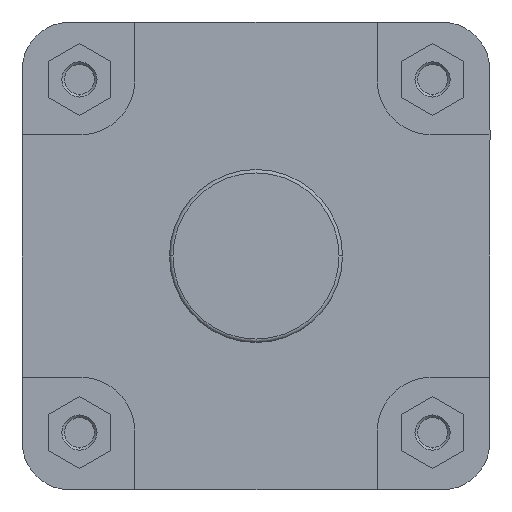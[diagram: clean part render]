
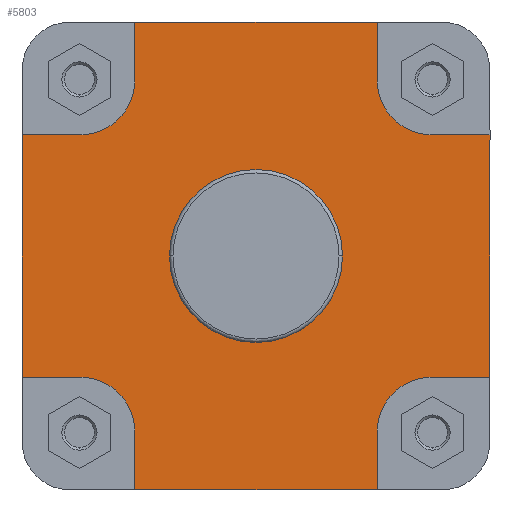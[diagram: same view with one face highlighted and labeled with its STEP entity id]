
A CAD part, left-side view. The second image highlights one B-rep face of the part: STEP entity #5803.
In plain terms, the highlighted planar face has unit normal (-1, 0, 0).
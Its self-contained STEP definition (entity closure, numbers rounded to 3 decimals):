
#87 = EDGE_CURVE ( 'NONE', #5021, #5024, #733, .T. ) ;
#93 = EDGE_CURVE ( 'NONE', #5974, #6017, #742, .T. ) ;
#101 = EDGE_CURVE ( 'NONE', #5015, #5023, #743, .T. ) ;
#103 = EDGE_CURVE ( 'NONE', #5016, #139, #746, .T. ) ;
#104 = EDGE_CURVE ( 'NONE', #5937, #5017, #748, .T. ) ;
#115 = EDGE_CURVE ( 'NONE', #6007, #5015, #771, .T. ) ;
#121 = EDGE_CURVE ( 'NONE', #5017, #5016, #780, .T. ) ;
#135 = VERTEX_POINT ( 'NONE', #1621 ) ;
#139 = VERTEX_POINT ( 'NONE', #1613 ) ;
#733 = CIRCLE ( 'NONE', #5091, 31. ) ;
#742 = CIRCLE ( 'NONE', #5087, 49.9 ) ;
#743 = LINE ( 'NONE', #1532, #747 ) ;
#746 = LINE ( 'NONE', #1557, #751 ) ;
#747 = VECTOR ( 'NONE', #1556, 1000. ) ;
#748 = LINE ( 'NONE', #1559, #753 ) ;
#751 = VECTOR ( 'NONE', #1560, 1000. ) ;
#753 = VECTOR ( 'NONE', #1562, 1000. ) ;
#771 = CIRCLE ( 'NONE', #5098, 31. ) ;
#780 = LINE ( 'NONE', #1597, #781 ) ;
#781 = VECTOR ( 'NONE', #1598, 1000. ) ;
#1116 = FACE_BOUND ( 'NONE', #6930, .T. ) ;
#1119 = FACE_OUTER_BOUND ( 'NONE', #6924, .T. ) ;
#1532 = CARTESIAN_POINT ( 'NONE',  ( 14., -101., 70. ) ) ;
#1535 = CARTESIAN_POINT ( 'NONE',  ( 14., -101., -101. ) ) ;
#1536 = DIRECTION ( 'NONE',  ( -1., 0., 0. ) ) ;
#1537 = DIRECTION ( 'NONE',  ( 0., 0., -1. ) ) ;
#1546 = CARTESIAN_POINT ( 'NONE',  ( 14., 0., 0. ) ) ;
#1547 = DIRECTION ( 'NONE',  ( -1., 0., 0. ) ) ;
#1548 = DIRECTION ( 'NONE',  ( 0., -1., 0. ) ) ;
#1556 = DIRECTION ( 'NONE',  ( 0., -1., 0. ) ) ;
#1557 = CARTESIAN_POINT ( 'NONE',  ( 14., 135., 70. ) ) ;
#1559 = CARTESIAN_POINT ( 'NONE',  ( 14., 101., -70. ) ) ;
#1560 = DIRECTION ( 'NONE',  ( 0., -1., 0. ) ) ;
#1562 = DIRECTION ( 'NONE',  ( 0., 1., 0. ) ) ;
#1584 = CARTESIAN_POINT ( 'NONE',  ( 14., -101., 101. ) ) ;
#1585 = DIRECTION ( 'NONE',  ( -1., 0., 0. ) ) ;
#1586 = DIRECTION ( 'NONE',  ( 0., -1., 0. ) ) ;
#1597 = CARTESIAN_POINT ( 'NONE',  ( 14., 135., 0. ) ) ;
#1598 = DIRECTION ( 'NONE',  ( 0., 0., 1. ) ) ;
#1613 = CARTESIAN_POINT ( 'NONE',  ( 14., 101., 70. ) ) ;
#1621 = CARTESIAN_POINT ( 'NONE',  ( 14., 70., 135. ) ) ;
#1863 = CARTESIAN_POINT ( 'NONE',  ( 14., -101., 70. ) ) ;
#1864 = CARTESIAN_POINT ( 'NONE',  ( 14., 135., 70. ) ) ;
#1865 = CARTESIAN_POINT ( 'NONE',  ( 14., 135., -70. ) ) ;
#1869 = CARTESIAN_POINT ( 'NONE',  ( 14., -101., -70. ) ) ;
#1871 = CARTESIAN_POINT ( 'NONE',  ( 14., -135., 70. ) ) ;
#1872 = CARTESIAN_POINT ( 'NONE',  ( 14., -70., -101. ) ) ;
#1873 = CARTESIAN_POINT ( 'NONE',  ( 14., -135., -70. ) ) ;
#1874 = CARTESIAN_POINT ( 'NONE',  ( 14., -70., -135. ) ) ;
#2402 = CARTESIAN_POINT ( 'NONE',  ( 14., 49.9, 0. ) ) ;
#2403 = PLANE ( 'NONE',  #5250 ) ;
#2404 = DIRECTION ( 'NONE',  ( 1., 0., 0. ) ) ;
#2405 = DIRECTION ( 'NONE',  ( 0., 1., 0. ) ) ;
#2957 = CARTESIAN_POINT ( 'NONE',  ( 14., 101., -70. ) ) ;
#2960 = CARTESIAN_POINT ( 'NONE',  ( 14., 70., -101. ) ) ;
#2972 = CARTESIAN_POINT ( 'NONE',  ( 14., -70., 135. ) ) ;
#2994 = CARTESIAN_POINT ( 'NONE',  ( 14., -49.9, 0. ) ) ;
#3014 = CARTESIAN_POINT ( 'NONE',  ( 14., 70., -135. ) ) ;
#3025 = CARTESIAN_POINT ( 'NONE',  ( 14., 70., 101. ) ) ;
#3027 = CARTESIAN_POINT ( 'NONE',  ( 14., -70., 101. ) ) ;
#3037 = CARTESIAN_POINT ( 'NONE',  ( 14., 49.9, 0. ) ) ;
#3088 = CARTESIAN_POINT ( 'NONE',  ( 14., 70., -135. ) ) ;
#3092 = DIRECTION ( 'NONE',  ( 0., 0., 1. ) ) ;
#3148 = CARTESIAN_POINT ( 'NONE',  ( 14., -297.141, 135. ) ) ;
#3149 = DIRECTION ( 'NONE',  ( 0., -1., 0. ) ) ;
#3338 = CARTESIAN_POINT ( 'NONE',  ( 14., 0., 0. ) ) ;
#3341 = DIRECTION ( 'NONE',  ( -1., 0., 0. ) ) ;
#3342 = DIRECTION ( 'NONE',  ( 0., -1., 0. ) ) ;
#3470 = CARTESIAN_POINT ( 'NONE',  ( 14., -135., -70. ) ) ;
#3479 = DIRECTION ( 'NONE',  ( 0., 1., 0. ) ) ;
#3505 = CARTESIAN_POINT ( 'NONE',  ( 14., 101., -101. ) ) ;
#3507 = DIRECTION ( 'NONE',  ( -1., 0., 0. ) ) ;
#3508 = DIRECTION ( 'NONE',  ( 0., 1., 0. ) ) ;
#3536 = CARTESIAN_POINT ( 'NONE',  ( 14., 70., 101. ) ) ;
#3537 = DIRECTION ( 'NONE',  ( 0., 0., 1. ) ) ;
#3706 = CARTESIAN_POINT ( 'NONE',  ( 14., 101., 101. ) ) ;
#3718 = DIRECTION ( 'NONE',  ( -1., 0., 0. ) ) ;
#3719 = DIRECTION ( 'NONE',  ( 0., 0., 1. ) ) ;
#3742 = CARTESIAN_POINT ( 'NONE',  ( 14., -70., 135. ) ) ;
#3764 = DIRECTION ( 'NONE',  ( 0., 0., -1. ) ) ;
#3766 = CARTESIAN_POINT ( 'NONE',  ( 14., -135., 0. ) ) ;
#3767 = DIRECTION ( 'NONE',  ( 0., 0., 1. ) ) ;
#3956 = LINE ( 'NONE', #3088, #3961 ) ;
#3961 = VECTOR ( 'NONE', #3092, 1000. ) ;
#3995 = LINE ( 'NONE', #3148, #3996 ) ;
#3996 = VECTOR ( 'NONE', #3149, 1000. ) ;
#4130 = CIRCLE ( 'NONE', #5446, 49.9 ) ;
#4212 = VECTOR ( 'NONE', #3479, 1000. ) ;
#4219 = LINE ( 'NONE', #3470, #4212 ) ;
#4239 = CIRCLE ( 'NONE', #5473, 31. ) ;
#4260 = LINE ( 'NONE', #3536, #4261 ) ;
#4261 = VECTOR ( 'NONE', #3537, 1000. ) ;
#4401 = CIRCLE ( 'NONE', #5500, 31. ) ;
#4419 = LINE ( 'NONE', #3742, #4435 ) ;
#4435 = VECTOR ( 'NONE', #3764, 1000. ) ;
#4437 = LINE ( 'NONE', #3766, #4438 ) ;
#4438 = VECTOR ( 'NONE', #3767, 1000. ) ;
#4565 = LINE ( 'NONE', #4766, #4566 ) ;
#4566 = VECTOR ( 'NONE', #4767, 1000. ) ;
#4608 = LINE ( 'NONE', #4839, #4609 ) ;
#4609 = VECTOR ( 'NONE', #4840, 1000. ) ;
#4766 = CARTESIAN_POINT ( 'NONE',  ( 14., -297.141, -135. ) ) ;
#4767 = DIRECTION ( 'NONE',  ( 0., -1., 0. ) ) ;
#4839 = CARTESIAN_POINT ( 'NONE',  ( 14., -70., -101. ) ) ;
#4840 = DIRECTION ( 'NONE',  ( 0., 0., -1. ) ) ;
#5015 = VERTEX_POINT ( 'NONE', #1863 ) ;
#5016 = VERTEX_POINT ( 'NONE', #1864 ) ;
#5017 = VERTEX_POINT ( 'NONE', #1865 ) ;
#5021 = VERTEX_POINT ( 'NONE', #1869 ) ;
#5023 = VERTEX_POINT ( 'NONE', #1871 ) ;
#5024 = VERTEX_POINT ( 'NONE', #1872 ) ;
#5025 = VERTEX_POINT ( 'NONE', #1873 ) ;
#5026 = VERTEX_POINT ( 'NONE', #1874 ) ;
#5087 = AXIS2_PLACEMENT_3D ( 'NONE', #1546, #1547, #1548 ) ;
#5091 = AXIS2_PLACEMENT_3D ( 'NONE', #1535, #1536, #1537 ) ;
#5098 = AXIS2_PLACEMENT_3D ( 'NONE', #1584, #1585, #1586 ) ;
#5250 = AXIS2_PLACEMENT_3D ( 'NONE', #2402, #2404, #2405 ) ;
#5446 = AXIS2_PLACEMENT_3D ( 'NONE', #3338, #3341, #3342 ) ;
#5473 = AXIS2_PLACEMENT_3D ( 'NONE', #3505, #3507, #3508 ) ;
#5500 = AXIS2_PLACEMENT_3D ( 'NONE', #3706, #3718, #3719 ) ;
#5803 = ADVANCED_FACE ( 'NONE', ( #1116, #1119 ), #2403, .F. ) ;
#5937 = VERTEX_POINT ( 'NONE', #2957 ) ;
#5945 = VERTEX_POINT ( 'NONE', #2960 ) ;
#5952 = VERTEX_POINT ( 'NONE', #2972 ) ;
#5974 = VERTEX_POINT ( 'NONE', #2994 ) ;
#5994 = VERTEX_POINT ( 'NONE', #3014 ) ;
#6005 = VERTEX_POINT ( 'NONE', #3025 ) ;
#6007 = VERTEX_POINT ( 'NONE', #3027 ) ;
#6017 = VERTEX_POINT ( 'NONE', #3037 ) ;
#6378 = EDGE_CURVE ( 'NONE', #5994, #5945, #3956, .T. ) ;
#6401 = EDGE_CURVE ( 'NONE', #135, #5952, #3995, .T. ) ;
#6482 = EDGE_CURVE ( 'NONE', #6017, #5974, #4130, .T. ) ;
#6539 = EDGE_CURVE ( 'NONE', #5025, #5021, #4219, .T. ) ;
#6551 = EDGE_CURVE ( 'NONE', #5945, #5937, #4239, .T. ) ;
#6564 = EDGE_CURVE ( 'NONE', #6005, #135, #4260, .T. ) ;
#6644 = EDGE_CURVE ( 'NONE', #139, #6005, #4401, .T. ) ;
#6665 = EDGE_CURVE ( 'NONE', #5952, #6007, #4419, .T. ) ;
#6666 = EDGE_CURVE ( 'NONE', #5025, #5023, #4437, .T. ) ;
#6741 = EDGE_CURVE ( 'NONE', #5994, #5026, #4565, .T. ) ;
#6770 = EDGE_CURVE ( 'NONE', #5024, #5026, #4608, .T. ) ;
#6924 = EDGE_LOOP ( 'NONE', ( #7063, #7064, #7065, #7066, #7067, #7068, #7069, #7070, #7071, #7072, #7073, #7074, #7075, #7076, #7077, #7078 ) ) ;
#6930 = EDGE_LOOP ( 'NONE', ( #7061, #7062 ) ) ;
#7061 = ORIENTED_EDGE ( 'NONE', *, *, #93, .F. ) ;
#7062 = ORIENTED_EDGE ( 'NONE', *, *, #6482, .F. ) ;
#7063 = ORIENTED_EDGE ( 'NONE', *, *, #6551, .F. ) ;
#7064 = ORIENTED_EDGE ( 'NONE', *, *, #6378, .F. ) ;
#7065 = ORIENTED_EDGE ( 'NONE', *, *, #6741, .T. ) ;
#7066 = ORIENTED_EDGE ( 'NONE', *, *, #6770, .F. ) ;
#7067 = ORIENTED_EDGE ( 'NONE', *, *, #87, .F. ) ;
#7068 = ORIENTED_EDGE ( 'NONE', *, *, #6539, .F. ) ;
#7069 = ORIENTED_EDGE ( 'NONE', *, *, #6666, .T. ) ;
#7070 = ORIENTED_EDGE ( 'NONE', *, *, #101, .F. ) ;
#7071 = ORIENTED_EDGE ( 'NONE', *, *, #115, .F. ) ;
#7072 = ORIENTED_EDGE ( 'NONE', *, *, #6665, .F. ) ;
#7073 = ORIENTED_EDGE ( 'NONE', *, *, #6401, .F. ) ;
#7074 = ORIENTED_EDGE ( 'NONE', *, *, #6564, .F. ) ;
#7075 = ORIENTED_EDGE ( 'NONE', *, *, #6644, .F. ) ;
#7076 = ORIENTED_EDGE ( 'NONE', *, *, #103, .F. ) ;
#7077 = ORIENTED_EDGE ( 'NONE', *, *, #121, .F. ) ;
#7078 = ORIENTED_EDGE ( 'NONE', *, *, #104, .F. ) ;
